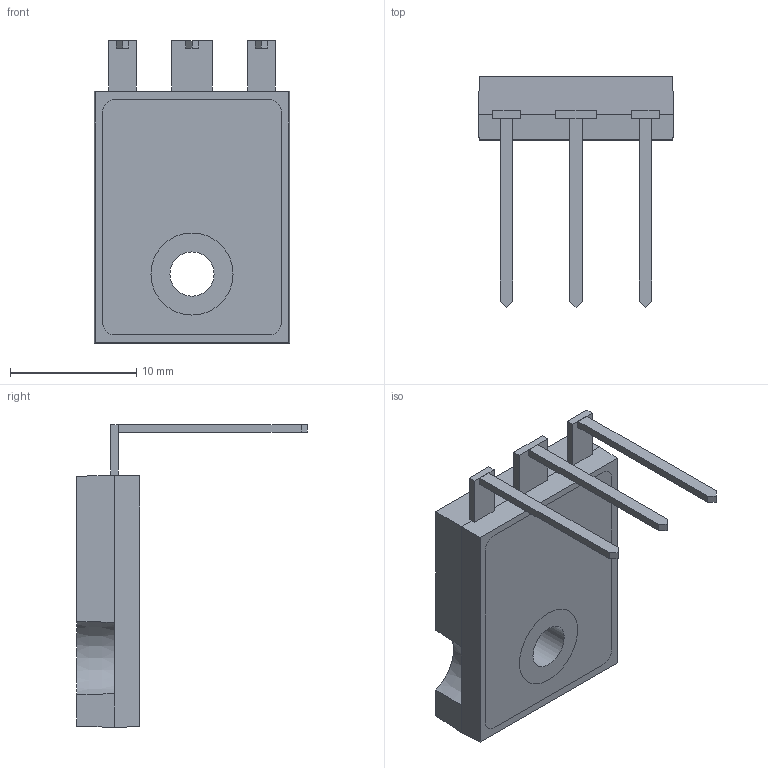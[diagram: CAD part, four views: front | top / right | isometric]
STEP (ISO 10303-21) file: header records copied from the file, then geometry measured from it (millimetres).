
FILE_DESCRIPTION(/* description */ (''),/* implementation_level */ '2;1');
FILE_NAME(/* name */ 'TO-247.step',/* time_stamp */ '2020-12-20T18:21:14-08:00',/* author */ (''),/* organization */ (''),/* preprocessor_version */ 'ST-DEVELOPER v18.1',/* originating_system */ 'Autodesk Translation Framework v9.7.1.1290',/* authorisation */ '');
FILE_SCHEMA (('AUTOMOTIVE_DESIGN { 1 0 10303 214 3 1 1 }'));
Length unit declared in the file: millimetre
Products named in the file (1): TO-247
Bounding box: 15.5 x 18.3 x 24 mm (x, y, z)
Volume: 1462.5 mm3; surface area: 2022.9 mm2
Topology: 8 solids, 8 shells, 83 faces, 192 edges, 124 vertices
Faces by surface type: plane 70, cylinder 11, cone 2
Full cylindrical faces by diameter (mm): 3.5 x1, 6.5 x2
Entity records: 2388 total; most frequent: CARTESIAN_POINT 400, DIRECTION 394, ORIENTED_EDGE 384, EDGE_CURVE 192, LINE 158, VECTOR 158, VERTEX_POINT 124, AXIS2_PLACEMENT_3D 118
